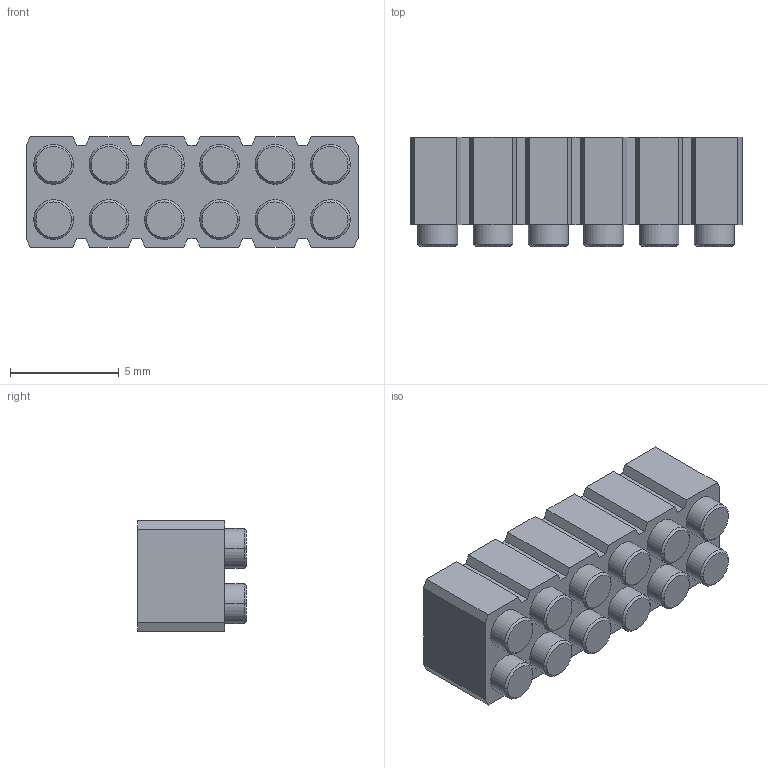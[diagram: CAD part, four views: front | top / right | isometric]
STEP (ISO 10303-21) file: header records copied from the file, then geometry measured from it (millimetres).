
FILE_DESCRIPTION(('STEP AP214'),'1');
FILE_NAME('pcb_connector_802-10-012-30-507101.stp','2020-04-09T09:47:10',('TraceParts'),('TraceParts S.A.'),'Spatial InterOp 3D',' ',' ');
FILE_SCHEMA(('AUTOMOTIVE_DESIGN { 1 0 10303 214 1 1 1 1 }'));
Length unit declared in the file: millimetre
Products named in the file (1): pcb_connector_802-10-012-30-507101
Bounding box: 15.24 x 5 x 5.08 mm (x, y, z)
Volume: 330.9 mm3; surface area: 399.3 mm2
Topology: 1 solids, 1 shells, 170 faces, 384 edges, 240 vertices
Faces by surface type: plane 74, cylinder 48, cone 48
Entity records: 6104 total; most frequent: DIRECTION 870, CARTESIAN_POINT 795, ORIENTED_EDGE 768, EDGE_CURVE 384, AXIS2_PLACEMENT_3D 315, VERTEX_POINT 240, LINE 240, VECTOR 240
